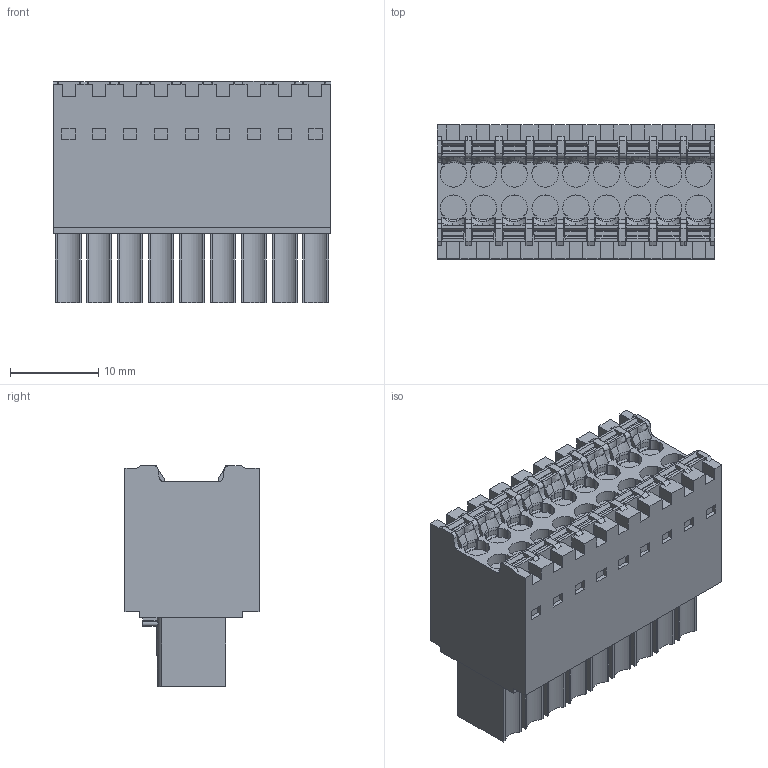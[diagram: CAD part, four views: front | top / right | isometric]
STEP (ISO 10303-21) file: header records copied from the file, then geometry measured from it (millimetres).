
FILE_DESCRIPTION(('CATIA V5 STEP','CAx-IF Rec.Pracs.--- Model Styling and Organization---1.4--- 2014-01-23'),'2;1');
FILE_NAME ('D1450443_2', '2023-08-22T06:44:10+00:00', ('none'), ('Weidmueller'), 'CATIA Version 5-6 Release 2016 SP3 HF44', 'CATIA V5 STEP AP214', 'none');
FILE_SCHEMA(('AUTOMOTIVE_DESIGN { 1 0 10303 214 1 1 1 1 }'));
Length unit declared in the file: millimetre
Products named in the file (1): 1277540000
Bounding box: 31.5 x 15.2 x 25.05 mm (x, y, z)
Volume: 8773.5 mm3; surface area: 5691 mm2
Topology: 19 solids, 19 shells, 1234 faces, 3594 edges, 2443 vertices
Faces by surface type: plane 807, cylinder 155, torus 107, extrusion 93, cone 36, bspline 36
Entity records: 42589 total; most frequent: CARTESIAN_POINT 13248, ORIENTED_EDGE 7188, DIRECTION 4233, EDGE_CURVE 3594, VECTOR 2629, LINE 2536, VERTEX_POINT 2443, EDGE_LOOP 1279
